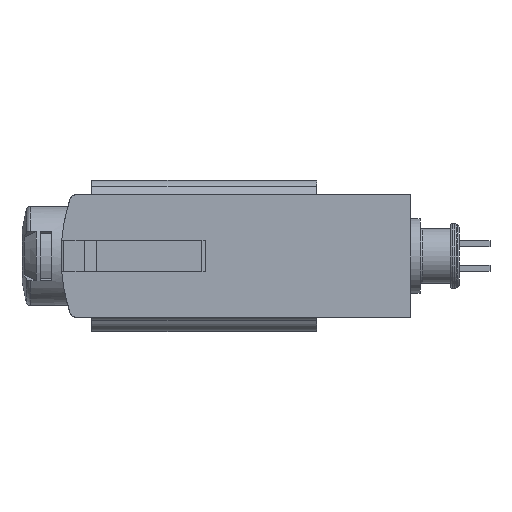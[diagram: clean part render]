
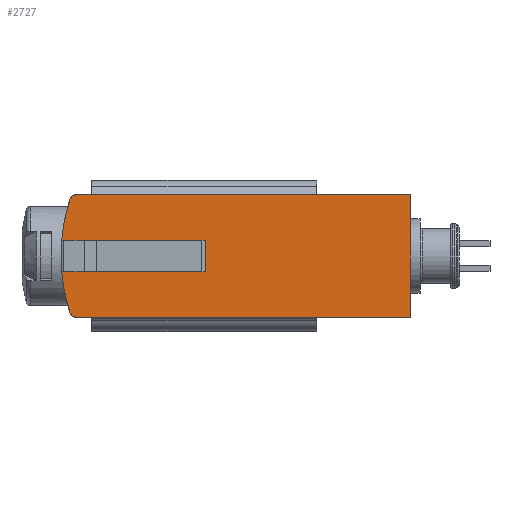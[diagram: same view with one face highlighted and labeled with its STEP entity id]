
A CAD part, left-side view. The second image highlights one B-rep face of the part: STEP entity #2727.
In plain terms, the highlighted planar face has unit normal (-1, 0, 0).
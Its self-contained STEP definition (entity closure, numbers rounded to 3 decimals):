
#40=PLANE('',#2990);
#156=CIRCLE('',#2880,15.);
#159=CIRCLE('',#2883,15.);
#207=CIRCLE('',#2946,0.5);
#224=CIRCLE('',#2991,0.5);
#342=LINE('',#4359,#575);
#363=LINE('',#4415,#596);
#379=LINE('',#4490,#612);
#380=LINE('',#4492,#613);
#381=LINE('',#4495,#614);
#382=LINE('',#4497,#615);
#575=VECTOR('',#3379,1000.);
#596=VECTOR('',#3428,1000.);
#612=VECTOR('',#3508,1000.);
#613=VECTOR('',#3511,1000.);
#614=VECTOR('',#3512,1000.);
#615=VECTOR('',#3515,1000.);
#980=ORIENTED_EDGE('',*,*,#1716,.T.);
#981=ORIENTED_EDGE('',*,*,#1717,.T.);
#982=ORIENTED_EDGE('',*,*,#1530,.F.);
#983=ORIENTED_EDGE('',*,*,#1653,.F.);
#984=ORIENTED_EDGE('',*,*,#1650,.T.);
#985=ORIENTED_EDGE('',*,*,#1715,.T.);
#986=ORIENTED_EDGE('',*,*,#1678,.F.);
#987=ORIENTED_EDGE('',*,*,#1718,.F.);
#988=ORIENTED_EDGE('',*,*,#1533,.F.);
#989=ORIENTED_EDGE('',*,*,#1719,.F.);
#1530=EDGE_CURVE('',#1918,#1919,#156,.T.);
#1533=EDGE_CURVE('',#1921,#1922,#159,.T.);
#1650=EDGE_CURVE('',#2034,#2033,#342,.T.);
#1653=EDGE_CURVE('',#2034,#1918,#207,.T.);
#1678=EDGE_CURVE('',#2054,#2055,#363,.T.);
#1715=EDGE_CURVE('',#2033,#2055,#379,.T.);
#1716=EDGE_CURVE('',#2074,#2075,#380,.T.);
#1717=EDGE_CURVE('',#2075,#1919,#381,.T.);
#1718=EDGE_CURVE('',#1922,#2054,#224,.T.);
#1719=EDGE_CURVE('',#2074,#1921,#382,.T.);
#1918=VERTEX_POINT('',#4064);
#1919=VERTEX_POINT('',#4066);
#1921=VERTEX_POINT('',#4070);
#1922=VERTEX_POINT('',#4072);
#2033=VERTEX_POINT('',#4358);
#2034=VERTEX_POINT('',#4360);
#2054=VERTEX_POINT('',#4414);
#2055=VERTEX_POINT('',#4416);
#2074=VERTEX_POINT('',#4493);
#2075=VERTEX_POINT('',#4494);
#2248=EDGE_LOOP('',(#980,#981,#982,#983,#984,#985,#986,#987,#988,#989));
#2473=FACE_BOUND('',#2248,.T.);
#2727=ADVANCED_FACE('',(#2473),#40,.F.);
#2880=AXIS2_PLACEMENT_3D('',#4065,#3195,#3196);
#2883=AXIS2_PLACEMENT_3D('',#4071,#3201,#3202);
#2946=AXIS2_PLACEMENT_3D('',#4364,#3385,#3386);
#2990=AXIS2_PLACEMENT_3D('',#4491,#3509,#3510);
#2991=AXIS2_PLACEMENT_3D('',#4496,#3513,#3514);
#3195=DIRECTION('',(1.,0.,0.));
#3196=DIRECTION('',(0.,0.,-1.));
#3201=DIRECTION('',(1.,0.,0.));
#3202=DIRECTION('',(0.,0.,-1.));
#3379=DIRECTION('',(0.,-1.,0.));
#3385=DIRECTION('',(1.,0.,0.));
#3386=DIRECTION('',(0.,0.,-1.));
#3428=DIRECTION('',(0.,-1.,0.));
#3508=DIRECTION('',(0.,0.,1.));
#3509=DIRECTION('',(1.,0.,0.));
#3510=DIRECTION('',(0.,0.,-1.));
#3511=DIRECTION('',(0.,0.,-1.));
#3512=DIRECTION('',(0.,1.,0.));
#3513=DIRECTION('',(1.,0.,0.));
#3514=DIRECTION('',(0.,0.,-1.));
#3515=DIRECTION('',(0.,1.,0.));
#4064=CARTESIAN_POINT('',(-102.4,20.109,-4.655));
#4065=CARTESIAN_POINT('',(-102.4,5.85,0.));
#4066=CARTESIAN_POINT('',(-102.4,20.794,-1.3));
#4070=CARTESIAN_POINT('',(-102.4,20.794,1.3));
#4071=CARTESIAN_POINT('',(-102.4,5.85,0.));
#4072=CARTESIAN_POINT('',(-102.4,20.109,4.655));
#4358=CARTESIAN_POINT('',(-102.4,-7.65,-5.));
#4359=CARTESIAN_POINT('',(-102.4,23.,-5.));
#4360=CARTESIAN_POINT('',(-102.4,19.634,-5.));
#4364=CARTESIAN_POINT('',(-102.4,19.634,-4.5));
#4414=CARTESIAN_POINT('',(-102.4,19.634,5.));
#4415=CARTESIAN_POINT('',(-102.4,23.,5.));
#4416=CARTESIAN_POINT('',(-102.4,-7.65,5.));
#4490=CARTESIAN_POINT('',(-102.4,-7.65,-5.));
#4491=CARTESIAN_POINT('',(-102.4,23.,-5.));
#4492=CARTESIAN_POINT('',(-102.4,9.05,1.3));
#4493=CARTESIAN_POINT('',(-102.4,9.05,1.3));
#4494=CARTESIAN_POINT('',(-102.4,9.05,-1.3));
#4495=CARTESIAN_POINT('',(-102.4,9.05,-1.3));
#4496=CARTESIAN_POINT('',(-102.4,19.634,4.5));
#4497=CARTESIAN_POINT('',(-102.4,9.05,1.3));
